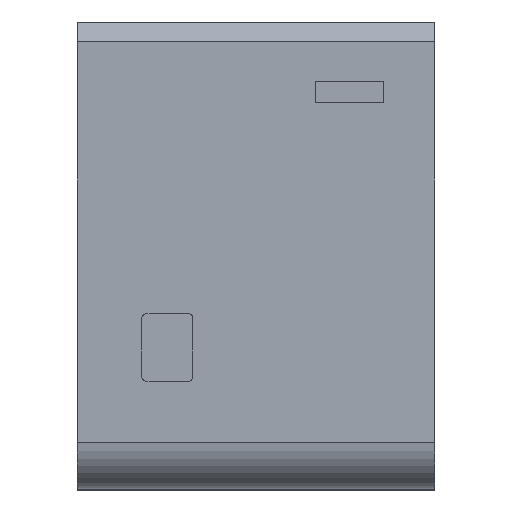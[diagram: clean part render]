
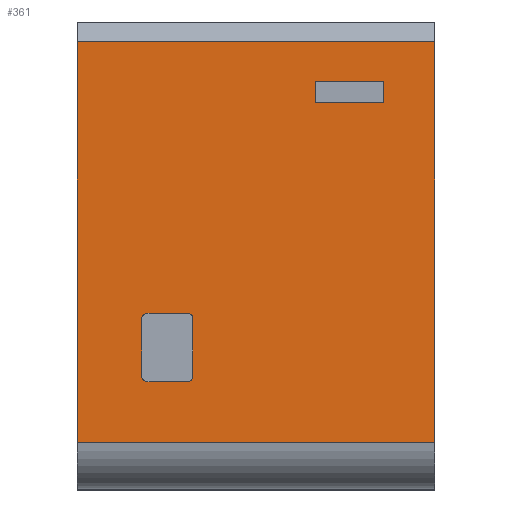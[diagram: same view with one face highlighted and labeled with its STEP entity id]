
A CAD part, top view. The second image highlights one B-rep face of the part: STEP entity #361.
In plain terms, the highlighted planar face has unit normal (0, 0, 1).
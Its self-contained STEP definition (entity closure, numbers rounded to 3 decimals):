
#237=AXIS2_PLACEMENT_3D('Plane Axis2P3D',#234,#235,#236) ;
#97=CARTESIAN_POINT('Vertex',(21.01,26.252,42.2)) ;
#100=CARTESIAN_POINT('Line Origine',(21.01,14.486,42.2)) ;
#104=CARTESIAN_POINT('Vertex',(21.01,2.72,42.2)) ;
#132=CARTESIAN_POINT('Line Origine',(9.895,2.72,42.2)) ;
#136=CARTESIAN_POINT('Vertex',(0.,2.72,42.2)) ;
#157=CARTESIAN_POINT('Line Origine',(0.,14.486,42.2)) ;
#161=CARTESIAN_POINT('Vertex',(0.,26.252,42.2)) ;
#221=CARTESIAN_POINT('Line Origine',(10.505,26.252,42.2)) ;
#234=CARTESIAN_POINT('Axis2P3D Location',(21.005,27.405,42.2)) ;
#245=CARTESIAN_POINT('Line Origine',(18.01,23.285,42.2)) ;
#249=CARTESIAN_POINT('Vertex',(18.01,22.66,42.2)) ;
#251=CARTESIAN_POINT('Vertex',(18.01,23.91,42.2)) ;
#254=CARTESIAN_POINT('Line Origine',(16.01,22.66,42.2)) ;
#258=CARTESIAN_POINT('Vertex',(14.01,22.66,42.2)) ;
#261=CARTESIAN_POINT('Line Origine',(14.01,23.285,42.2)) ;
#265=CARTESIAN_POINT('Vertex',(14.01,23.91,42.2)) ;
#268=CARTESIAN_POINT('Line Origine',(16.01,23.91,42.2)) ;
#280=CARTESIAN_POINT('Control Point',(6.805,10.005,42.2)) ;
#281=CARTESIAN_POINT('Control Point',(6.805,9.155,42.2)) ;
#282=CARTESIAN_POINT('Control Point',(6.805,8.305,42.2)) ;
#283=CARTESIAN_POINT('Control Point',(6.805,7.455,42.2)) ;
#284=CARTESIAN_POINT('Control Point',(6.805,6.605,42.2)) ;
#285=CARTESIAN_POINT('Vertex',(6.805,6.605,42.2)) ;
#287=CARTESIAN_POINT('Vertex',(6.805,10.005,42.2)) ;
#291=CARTESIAN_POINT('Control Point',(6.805,6.605,42.2)) ;
#292=CARTESIAN_POINT('Control Point',(6.805,6.487,42.2)) ;
#293=CARTESIAN_POINT('Control Point',(6.742,6.368,42.2)) ;
#294=CARTESIAN_POINT('Control Point',(6.623,6.305,42.2)) ;
#295=CARTESIAN_POINT('Control Point',(6.505,6.305,42.2)) ;
#296=CARTESIAN_POINT('Vertex',(6.505,6.305,42.2)) ;
#300=CARTESIAN_POINT('Control Point',(6.505,6.305,42.2)) ;
#301=CARTESIAN_POINT('Control Point',(5.905,6.305,42.2)) ;
#302=CARTESIAN_POINT('Control Point',(5.305,6.305,42.2)) ;
#303=CARTESIAN_POINT('Control Point',(4.705,6.305,42.2)) ;
#304=CARTESIAN_POINT('Control Point',(4.105,6.305,42.2)) ;
#305=CARTESIAN_POINT('Vertex',(4.105,6.305,42.2)) ;
#309=CARTESIAN_POINT('Control Point',(4.105,6.305,42.2)) ;
#310=CARTESIAN_POINT('Control Point',(3.987,6.305,42.2)) ;
#311=CARTESIAN_POINT('Control Point',(3.868,6.368,42.2)) ;
#312=CARTESIAN_POINT('Control Point',(3.805,6.487,42.2)) ;
#313=CARTESIAN_POINT('Control Point',(3.805,6.605,42.2)) ;
#314=CARTESIAN_POINT('Vertex',(3.805,6.605,42.2)) ;
#318=CARTESIAN_POINT('Control Point',(3.805,6.605,42.2)) ;
#319=CARTESIAN_POINT('Control Point',(3.805,7.455,42.2)) ;
#320=CARTESIAN_POINT('Control Point',(3.805,8.305,42.2)) ;
#321=CARTESIAN_POINT('Control Point',(3.805,9.155,42.2)) ;
#322=CARTESIAN_POINT('Control Point',(3.805,10.005,42.2)) ;
#323=CARTESIAN_POINT('Vertex',(3.805,10.005,42.2)) ;
#327=CARTESIAN_POINT('Control Point',(3.805,10.005,42.2)) ;
#328=CARTESIAN_POINT('Control Point',(3.805,10.123,42.2)) ;
#329=CARTESIAN_POINT('Control Point',(3.868,10.242,42.2)) ;
#330=CARTESIAN_POINT('Control Point',(3.987,10.305,42.2)) ;
#331=CARTESIAN_POINT('Control Point',(4.105,10.305,42.2)) ;
#332=CARTESIAN_POINT('Vertex',(4.105,10.305,42.2)) ;
#336=CARTESIAN_POINT('Control Point',(4.105,10.305,42.2)) ;
#337=CARTESIAN_POINT('Control Point',(4.705,10.305,42.2)) ;
#338=CARTESIAN_POINT('Control Point',(5.305,10.305,42.2)) ;
#339=CARTESIAN_POINT('Control Point',(5.905,10.305,42.2)) ;
#340=CARTESIAN_POINT('Control Point',(6.505,10.305,42.2)) ;
#341=CARTESIAN_POINT('Vertex',(6.505,10.305,42.2)) ;
#345=CARTESIAN_POINT('Control Point',(6.505,10.305,42.2)) ;
#346=CARTESIAN_POINT('Control Point',(6.623,10.305,42.2)) ;
#347=CARTESIAN_POINT('Control Point',(6.742,10.242,42.2)) ;
#348=CARTESIAN_POINT('Control Point',(6.805,10.123,42.2)) ;
#349=CARTESIAN_POINT('Control Point',(6.805,10.005,42.2)) ;
#101=DIRECTION('Vector Direction',(0.,1.,0.)) ;
#133=DIRECTION('Vector Direction',(1.,0.,0.)) ;
#158=DIRECTION('Vector Direction',(0.,1.,0.)) ;
#222=DIRECTION('Vector Direction',(-1.,0.,0.)) ;
#235=DIRECTION('Axis2P3D Direction',(0.,0.,1.)) ;
#236=DIRECTION('Axis2P3D XDirection',(0.,1.,0.)) ;
#246=DIRECTION('Vector Direction',(0.,1.,0.)) ;
#255=DIRECTION('Vector Direction',(-1.,0.,0.)) ;
#262=DIRECTION('Vector Direction',(0.,-1.,0.)) ;
#269=DIRECTION('Vector Direction',(1.,0.,0.)) ;
#102=VECTOR('Line Direction',#101,1.) ;
#134=VECTOR('Line Direction',#133,1.) ;
#159=VECTOR('Line Direction',#158,1.) ;
#223=VECTOR('Line Direction',#222,1.) ;
#247=VECTOR('Line Direction',#246,1.) ;
#256=VECTOR('Line Direction',#255,1.) ;
#263=VECTOR('Line Direction',#262,1.) ;
#270=VECTOR('Line Direction',#269,1.) ;
#240=ORIENTED_EDGE('',*,*,#225,.T.) ;
#241=ORIENTED_EDGE('',*,*,#163,.F.) ;
#242=ORIENTED_EDGE('',*,*,#138,.F.) ;
#243=ORIENTED_EDGE('',*,*,#106,.F.) ;
#274=ORIENTED_EDGE('',*,*,#253,.F.) ;
#275=ORIENTED_EDGE('',*,*,#260,.F.) ;
#276=ORIENTED_EDGE('',*,*,#267,.F.) ;
#277=ORIENTED_EDGE('',*,*,#272,.F.) ;
#352=ORIENTED_EDGE('',*,*,#289,.F.) ;
#353=ORIENTED_EDGE('',*,*,#298,.F.) ;
#354=ORIENTED_EDGE('',*,*,#307,.F.) ;
#355=ORIENTED_EDGE('',*,*,#316,.F.) ;
#356=ORIENTED_EDGE('',*,*,#325,.F.) ;
#357=ORIENTED_EDGE('',*,*,#334,.F.) ;
#358=ORIENTED_EDGE('',*,*,#343,.F.) ;
#359=ORIENTED_EDGE('',*,*,#350,.F.) ;
#278=FACE_BOUND('',#273,.T.) ;
#360=FACE_BOUND('',#351,.T.) ;
#361=ADVANCED_FACE('RELAIS',(#244,#278,#360),#238,.T.) ;
#279=B_SPLINE_CURVE_WITH_KNOTS('',4,(#280,#281,#282,#283,#284),.UNSPECIFIED.,.F.,.U.,(5,5),(0.,3.4),.UNSPECIFIED.) ;
#290=B_SPLINE_CURVE_WITH_KNOTS('',4,(#291,#292,#293,#294,#295),.UNSPECIFIED.,.F.,.U.,(5,5),(0.,0.505),.UNSPECIFIED.) ;
#299=B_SPLINE_CURVE_WITH_KNOTS('',4,(#300,#301,#302,#303,#304),.UNSPECIFIED.,.F.,.U.,(5,5),(0.,2.4),.UNSPECIFIED.) ;
#308=B_SPLINE_CURVE_WITH_KNOTS('',4,(#309,#310,#311,#312,#313),.UNSPECIFIED.,.F.,.U.,(5,5),(0.,0.505),.UNSPECIFIED.) ;
#317=B_SPLINE_CURVE_WITH_KNOTS('',4,(#318,#319,#320,#321,#322),.UNSPECIFIED.,.F.,.U.,(5,5),(0.,3.4),.UNSPECIFIED.) ;
#326=B_SPLINE_CURVE_WITH_KNOTS('',4,(#327,#328,#329,#330,#331),.UNSPECIFIED.,.F.,.U.,(5,5),(0.,0.505),.UNSPECIFIED.) ;
#335=B_SPLINE_CURVE_WITH_KNOTS('',4,(#336,#337,#338,#339,#340),.UNSPECIFIED.,.F.,.U.,(5,5),(0.,2.4),.UNSPECIFIED.) ;
#344=B_SPLINE_CURVE_WITH_KNOTS('',4,(#345,#346,#347,#348,#349),.UNSPECIFIED.,.F.,.U.,(5,5),(0.,0.505),.UNSPECIFIED.) ;
#106=EDGE_CURVE('',#98,#105,#103,.F.) ;
#138=EDGE_CURVE('',#105,#137,#135,.F.) ;
#163=EDGE_CURVE('',#137,#162,#160,.T.) ;
#225=EDGE_CURVE('',#98,#162,#224,.T.) ;
#253=EDGE_CURVE('',#250,#252,#248,.T.) ;
#260=EDGE_CURVE('',#259,#250,#257,.F.) ;
#267=EDGE_CURVE('',#266,#259,#264,.T.) ;
#272=EDGE_CURVE('',#252,#266,#271,.F.) ;
#289=EDGE_CURVE('',#286,#288,#279,.F.) ;
#298=EDGE_CURVE('',#297,#286,#290,.F.) ;
#307=EDGE_CURVE('',#306,#297,#299,.F.) ;
#316=EDGE_CURVE('',#315,#306,#308,.F.) ;
#325=EDGE_CURVE('',#324,#315,#317,.F.) ;
#334=EDGE_CURVE('',#333,#324,#326,.F.) ;
#343=EDGE_CURVE('',#342,#333,#335,.F.) ;
#350=EDGE_CURVE('',#288,#342,#344,.F.) ;
#239=EDGE_LOOP('',(#240,#241,#242,#243)) ;
#273=EDGE_LOOP('',(#274,#275,#276,#277)) ;
#351=EDGE_LOOP('',(#352,#353,#354,#355,#356,#357,#358,#359)) ;
#244=FACE_OUTER_BOUND('',#239,.T.) ;
#103=LINE('Line',#100,#102) ;
#135=LINE('Line',#132,#134) ;
#160=LINE('Line',#157,#159) ;
#224=LINE('Line',#221,#223) ;
#248=LINE('Line',#245,#247) ;
#257=LINE('Line',#254,#256) ;
#264=LINE('Line',#261,#263) ;
#271=LINE('Line',#268,#270) ;
#238=PLANE('',#237) ;
#98=VERTEX_POINT('',#97) ;
#105=VERTEX_POINT('',#104) ;
#137=VERTEX_POINT('',#136) ;
#162=VERTEX_POINT('',#161) ;
#250=VERTEX_POINT('',#249) ;
#252=VERTEX_POINT('',#251) ;
#259=VERTEX_POINT('',#258) ;
#266=VERTEX_POINT('',#265) ;
#286=VERTEX_POINT('',#285) ;
#288=VERTEX_POINT('',#287) ;
#297=VERTEX_POINT('',#296) ;
#306=VERTEX_POINT('',#305) ;
#315=VERTEX_POINT('',#314) ;
#324=VERTEX_POINT('',#323) ;
#333=VERTEX_POINT('',#332) ;
#342=VERTEX_POINT('',#341) ;
